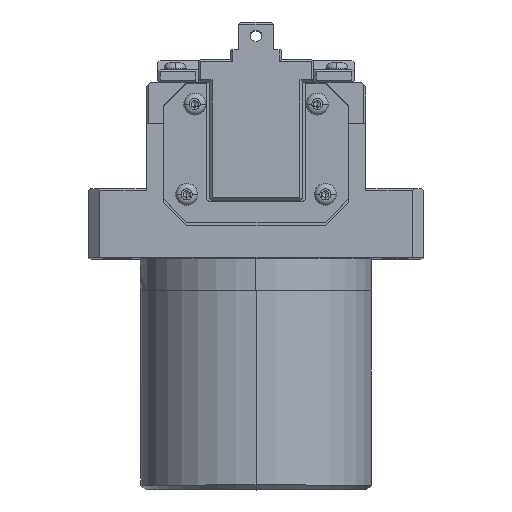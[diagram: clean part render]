
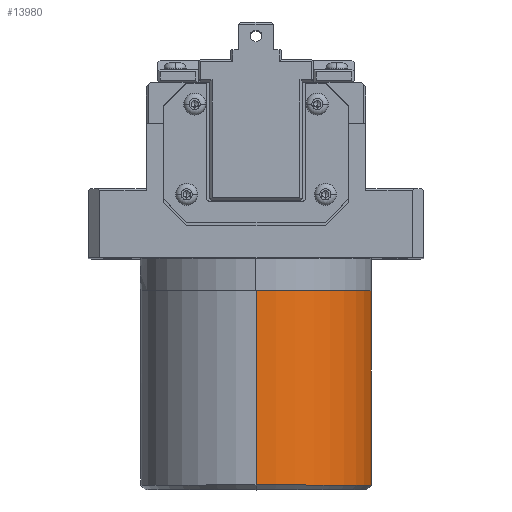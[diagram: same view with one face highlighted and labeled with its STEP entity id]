
A CAD part, top view. The second image highlights one B-rep face of the part: STEP entity #13980.
In plain terms, the highlighted cylindrical face has radius 49.9 mm (diameter 99.8 mm), a partial arc.
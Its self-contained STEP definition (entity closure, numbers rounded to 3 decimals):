
#843 = DIRECTION ( 'NONE',  ( 0., 0., -1. ) ) ;
#966 = DIRECTION ( 'NONE',  ( 0., -1., 0. ) ) ;
#1035 = ORIENTED_EDGE ( 'NONE', *, *, #8839, .T. ) ;
#1267 = CIRCLE ( 'NONE', #15752, 49.9 ) ;
#1304 = EDGE_LOOP ( 'NONE', ( #16336, #1035, #9627, #13040 ) ) ;
#1682 = VERTEX_POINT ( 'NONE', #3502 ) ;
#2364 = CIRCLE ( 'NONE', #14153, 49.9 ) ;
#3502 = CARTESIAN_POINT ( 'NONE',  ( 0., 2., -49.9 ) ) ;
#5233 = CARTESIAN_POINT ( 'NONE',  ( 0., 0., -49.9 ) ) ;
#5274 = VERTEX_POINT ( 'NONE', #16944 ) ;
#6184 = VECTOR ( 'NONE', #15245, 1000. ) ;
#6553 = AXIS2_PLACEMENT_3D ( 'NONE', #9337, #8187, #8745 ) ;
#8187 = DIRECTION ( 'NONE',  ( 0., -1., 0. ) ) ;
#8461 = EDGE_CURVE ( 'NONE', #12085, #1682, #1267, .T. ) ;
#8745 = DIRECTION ( 'NONE',  ( 0., 0., -1. ) ) ;
#8839 = EDGE_CURVE ( 'NONE', #5274, #12085, #14379, .T. ) ;
#9337 = CARTESIAN_POINT ( 'NONE',  ( 0., 0., 0. ) ) ;
#9430 = CYLINDRICAL_SURFACE ( 'NONE', #6553, 49.9 ) ;
#9627 = ORIENTED_EDGE ( 'NONE', *, *, #8461, .T. ) ;
#10352 = VECTOR ( 'NONE', #966, 1000. ) ;
#10797 = DIRECTION ( 'NONE',  ( 0., 0., 1. ) ) ;
#11210 = FACE_OUTER_BOUND ( 'NONE', #1304, .T. ) ;
#11656 = LINE ( 'NONE', #5233, #6184 ) ;
#12085 = VERTEX_POINT ( 'NONE', #14518 ) ;
#12391 = DIRECTION ( 'NONE',  ( 0., 1., 0. ) ) ;
#13040 = ORIENTED_EDGE ( 'NONE', *, *, #16464, .F. ) ;
#13717 = CARTESIAN_POINT ( 'NONE',  ( 0., 86., 0. ) ) ;
#13980 = ADVANCED_FACE ( 'NONE', ( #11210 ), #9430, .T. ) ;
#14153 = AXIS2_PLACEMENT_3D ( 'NONE', #13717, #15291, #843 ) ;
#14379 = LINE ( 'NONE', #15158, #10352 ) ;
#14518 = CARTESIAN_POINT ( 'NONE',  ( 0., 2., 49.9 ) ) ;
#15158 = CARTESIAN_POINT ( 'NONE',  ( 0., 0., 49.9 ) ) ;
#15245 = DIRECTION ( 'NONE',  ( 0., -1., 0. ) ) ;
#15291 = DIRECTION ( 'NONE',  ( 0., -1., 0. ) ) ;
#15752 = AXIS2_PLACEMENT_3D ( 'NONE', #18823, #12391, #10797 ) ;
#16336 = ORIENTED_EDGE ( 'NONE', *, *, #20134, .T. ) ;
#16464 = EDGE_CURVE ( 'NONE', #20241, #1682, #11656, .T. ) ;
#16944 = CARTESIAN_POINT ( 'NONE',  ( 0., 86., 49.9 ) ) ;
#17394 = CARTESIAN_POINT ( 'NONE',  ( 0., 86., -49.9 ) ) ;
#18823 = CARTESIAN_POINT ( 'NONE',  ( 0., 2., 0. ) ) ;
#20134 = EDGE_CURVE ( 'NONE', #20241, #5274, #2364, .T. ) ;
#20241 = VERTEX_POINT ( 'NONE', #17394 ) ;
